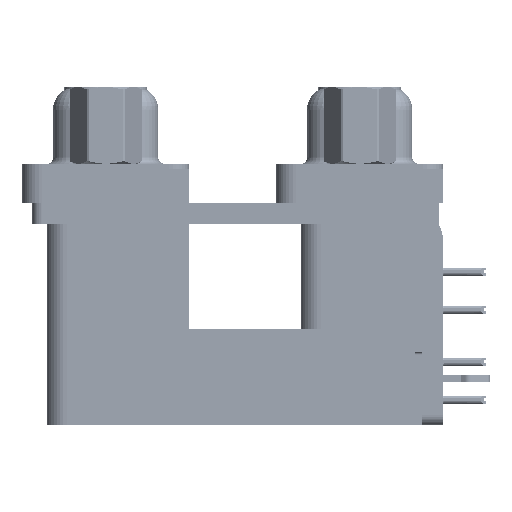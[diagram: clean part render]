
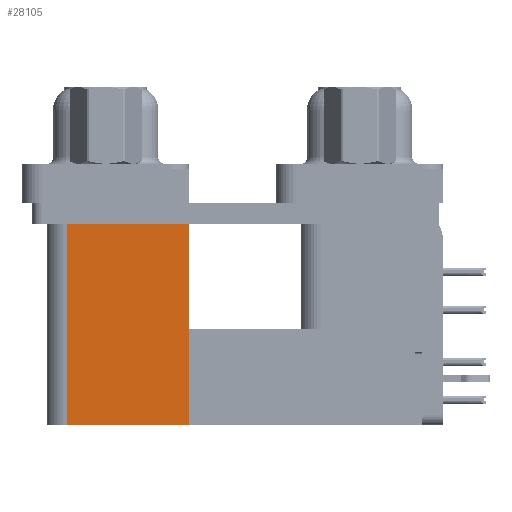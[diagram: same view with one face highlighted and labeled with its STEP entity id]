
A CAD part, left-side view. The second image highlights one B-rep face of the part: STEP entity #28105.
In plain terms, the highlighted planar face has unit normal (-1, 0, 0).
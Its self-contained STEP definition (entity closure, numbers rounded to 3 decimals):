
#438 = DIRECTION ( 'NONE',  ( 1., 0., 0. ) ) ;
#2332 = ORIENTED_EDGE ( 'NONE', *, *, #6748, .T. ) ;
#5415 = DIRECTION ( 'NONE',  ( 0., 1., 0. ) ) ;
#5502 = CARTESIAN_POINT ( 'NONE',  ( 3.7, 12.775, -2.5 ) ) ;
#6748 = EDGE_CURVE ( 'NONE', #16168, #53690, #29656, .T. ) ;
#10773 = VECTOR ( 'NONE', #47894, 1000. ) ;
#11303 = ORIENTED_EDGE ( 'NONE', *, *, #18650, .F. ) ;
#13072 = LINE ( 'NONE', #17505, #53884 ) ;
#15620 = LINE ( 'NONE', #57097, #25887 ) ;
#16168 = VERTEX_POINT ( 'NONE', #5502 ) ;
#16396 = FACE_OUTER_BOUND ( 'NONE', #46198, .T. ) ;
#17505 = CARTESIAN_POINT ( 'NONE',  ( 3.7, 21.975, -19.2 ) ) ;
#18650 = EDGE_CURVE ( 'NONE', #39567, #53690, #13072, .T. ) ;
#20676 = EDGE_CURVE ( 'NONE', #54795, #39567, #15620, .T. ) ;
#21834 = DIRECTION ( 'NONE',  ( 0., 1., 0. ) ) ;
#25887 = VECTOR ( 'NONE', #5415, 1000. ) ;
#27745 = DIRECTION ( 'NONE',  ( 0., 0., 1. ) ) ;
#27962 = CARTESIAN_POINT ( 'NONE',  ( 3.7, 12.775, -19.2 ) ) ;
#28105 = ADVANCED_FACE ( 'NONE', ( #16396 ), #33049, .F. ) ;
#28482 = CARTESIAN_POINT ( 'NONE',  ( 3.7, 12.775, -19.2 ) ) ;
#28657 = CARTESIAN_POINT ( 'NONE',  ( 3.7, 12.775, -2.5 ) ) ;
#29656 = LINE ( 'NONE', #28657, #56544 ) ;
#33049 = PLANE ( 'NONE',  #39445 ) ;
#33237 = ORIENTED_EDGE ( 'NONE', *, *, #20676, .F. ) ;
#33544 = ORIENTED_EDGE ( 'NONE', *, *, #63644, .T. ) ;
#39445 = AXIS2_PLACEMENT_3D ( 'NONE', #27962, #438, #21834 ) ;
#39567 = VERTEX_POINT ( 'NONE', #60749 ) ;
#46198 = EDGE_LOOP ( 'NONE', ( #2332, #11303, #33237, #33544 ) ) ;
#47894 = DIRECTION ( 'NONE',  ( 0., 0., 1. ) ) ;
#50383 = DIRECTION ( 'NONE',  ( 0., 1., 0. ) ) ;
#50719 = CARTESIAN_POINT ( 'NONE',  ( 3.7, 21.975, -2.5 ) ) ;
#53641 = LINE ( 'NONE', #28482, #10773 ) ;
#53690 = VERTEX_POINT ( 'NONE', #50719 ) ;
#53884 = VECTOR ( 'NONE', #27745, 1000. ) ;
#54795 = VERTEX_POINT ( 'NONE', #59183 ) ;
#56544 = VECTOR ( 'NONE', #50383, 1000. ) ;
#57097 = CARTESIAN_POINT ( 'NONE',  ( 3.7, 12.775, -19.2 ) ) ;
#59183 = CARTESIAN_POINT ( 'NONE',  ( 3.7, 12.775, -19.2 ) ) ;
#60749 = CARTESIAN_POINT ( 'NONE',  ( 3.7, 21.975, -19.2 ) ) ;
#63644 = EDGE_CURVE ( 'NONE', #54795, #16168, #53641, .T. ) ;
